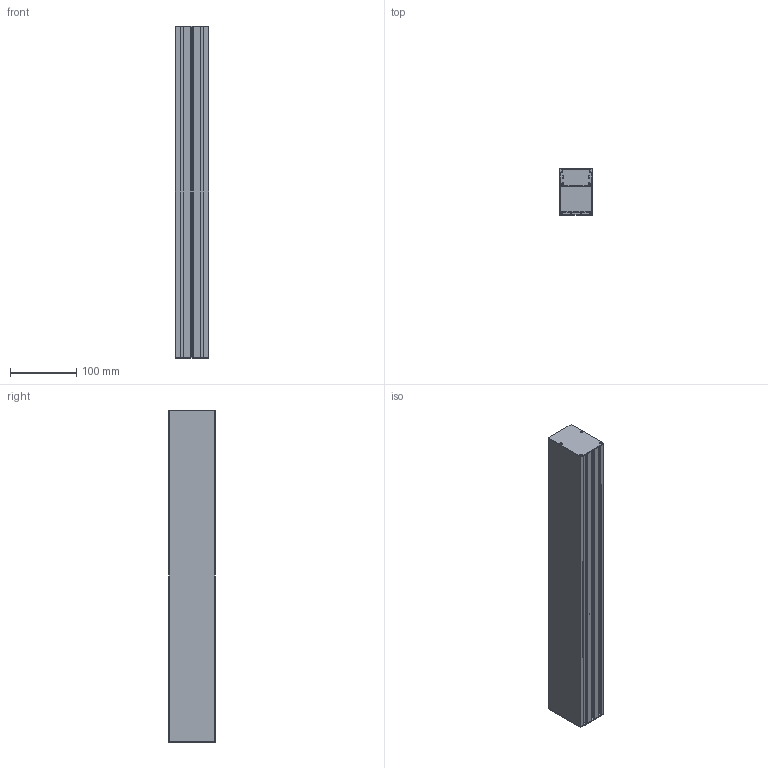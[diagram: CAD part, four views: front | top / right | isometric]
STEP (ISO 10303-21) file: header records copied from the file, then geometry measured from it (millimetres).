
FILE_DESCRIPTION (( 'STEP AP214' ), '1' );
FILE_NAME ('5070 v2 assembly.STEP', '2021-09-15T09:44:04', ( 'lenovo' ), ( '' ), 'SwSTEP 2.0', 'SolidWorks 2018', '' );
FILE_SCHEMA (( 'AUTOMOTIVE_DESIGN' ));
Length unit declared in the file: millimetre
Products named in the file (9): 5070 v2_譇嚭樘瘔蠈錪; 5070_CUP; 5070 v2; 5070 v2 assembly; Çåðêàëüíî îòðàçèòü5070_CUP
Assembly tree (4 placements, depth 2):
  5070 v2_譇嚭樘瘔蠈錪
  5070_CUP
  5070 v2
  5070 v2 assembly
    5070 v2
    5070 v2_譇嚭樘瘔蠈錪
    5070_CUP
    Çåðêàëüíî îòðàçèòü5070_CUP
  Çåðêàëüíî îòðàçèòü5070_CUP
Bounding box: 50 x 70 x 503 mm (x, y, z)
Volume: 281469.3 mm3; surface area: 364048.5 mm2
Topology: 4 solids, 4 shells, 261 faces, 743 edges, 490 vertices
Faces by surface type: plane 127, cylinder 118, cone 16
Entity records: 9417 total; most frequent: DIRECTION 1533, CARTESIAN_POINT 1502, ORIENTED_EDGE 1486, EDGE_CURVE 743, AXIS2_PLACEMENT_3D 521, LINE 491, VECTOR 491, VERTEX_POINT 490
